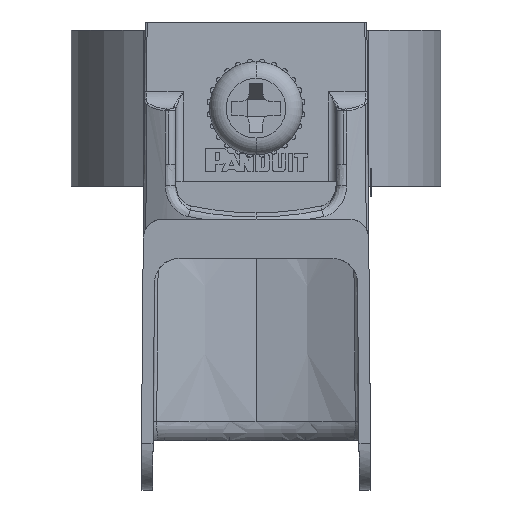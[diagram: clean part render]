
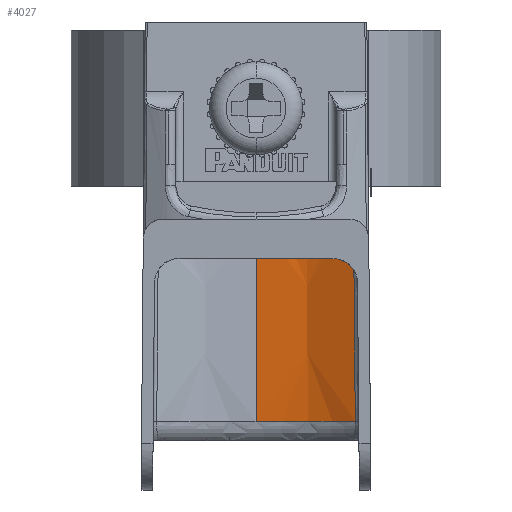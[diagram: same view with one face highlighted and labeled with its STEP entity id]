
A CAD part, left-side view. The second image highlights one B-rep face of the part: STEP entity #4027.
In plain terms, the highlighted conical face has half-angle 0.5 degrees and reference radius 24.003 mm.
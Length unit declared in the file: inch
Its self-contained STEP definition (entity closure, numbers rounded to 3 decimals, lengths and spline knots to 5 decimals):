
#322 = VERTEX_POINT ( 'NONE', #9766 ) ;
#778 = ORIENTED_EDGE ( 'NONE', *, *, #14111, .T. ) ;
#928 = DIRECTION ( 'NONE',  ( 0., 0., 1. ) ) ;
#1201 = B_SPLINE_CURVE_WITH_KNOTS ( 'NONE', 3,
 ( #12817, #6888, #5019, #18718, #6962, #20705 ),
 .UNSPECIFIED., .F., .F.,
 ( 4, 2, 4 ),
 ( 0., 0.00028, 0.00055 ),
 .UNSPECIFIED. ) ;
#1228 = CARTESIAN_POINT ( 'NONE',  ( -0.59251, -0.50131, -0.31207 ) ) ;
#1370 = ORIENTED_EDGE ( 'NONE', *, *, #8076, .T. ) ;
#1472 = DIRECTION ( 'NONE',  ( -1., 0., 0. ) ) ;
#2027 = EDGE_CURVE ( 'NONE', #25137, #11523, #15627, .T. ) ;
#3023 = AXIS2_PLACEMENT_3D ( 'NONE', #24922, #13212, #1472 ) ;
#3081 = ORIENTED_EDGE ( 'NONE', *, *, #13976, .F. ) ;
#3184 = CARTESIAN_POINT ( 'NONE',  ( -0.59385, -0.49878, -0.02842 ) ) ;
#3660 = EDGE_CURVE ( 'NONE', #322, #16256, #9934, .T. ) ;
#3771 = ORIENTED_EDGE ( 'NONE', *, *, #17574, .T. ) ;
#3840 = CARTESIAN_POINT ( 'NONE',  ( -0.53335, -0.37718, 0.3626 ) ) ;
#3856 = CARTESIAN_POINT ( 'NONE',  ( -1.391, 0., -0.58838 ) ) ;
#3978 = LINE ( 'NONE', #4969, #14400 ) ;
#4027 = ADVANCED_FACE ( 'NONE', ( #10403 ), #19607, .F. ) ;
#4272 = DIRECTION ( 'NONE',  ( 1., 0., 0. ) ) ;
#4792 = EDGE_CURVE ( 'NONE', #11523, #6801, #17941, .T. ) ;
#4969 = CARTESIAN_POINT ( 'NONE',  ( -0.446, 0., -0.5625 ) ) ;
#5019 = CARTESIAN_POINT ( 'NONE',  ( -0.59451, -0.4937, 0.3449 ) ) ;
#5040 = CIRCLE ( 'NONE', #16159, 0.94523 ) ;
#5162 = CARTESIAN_POINT ( 'NONE',  ( -0.59558, -0.49552, 0.33794 ) ) ;
#5800 = CARTESIAN_POINT ( 'NONE',  ( -0.53313, -0.37695, 0.35015 ) ) ;
#5816 = DIRECTION ( 'NONE',  ( 1., 0., 0. ) ) ;
#6259 = DIRECTION ( 'NONE',  ( 0., 0., -1. ) ) ;
#6681 = CARTESIAN_POINT ( 'NONE',  ( -0.59132, -0.50354, -0.56326 ) ) ;
#6801 = VERTEX_POINT ( 'NONE', #25149 ) ;
#6888 = CARTESIAN_POINT ( 'NONE',  ( -0.5956, -0.49549, 0.34156 ) ) ;
#6915 = ORIENTED_EDGE ( 'NONE', *, *, #4792, .T. ) ;
#6962 = CARTESIAN_POINT ( 'NONE',  ( -0.5897, -0.48577, 0.35015 ) ) ;
#7755 = CARTESIAN_POINT ( 'NONE',  ( -0.53379, -0.37764, 0.3875 ) ) ;
#8076 = EDGE_CURVE ( 'NONE', #16256, #25137, #1201, .T. ) ;
#8809 = DIRECTION ( 'NONE',  ( 0.009, 0., -1. ) ) ;
#9374 = CARTESIAN_POINT ( 'NONE',  ( -0.53313, -0.37695, 0.35015 ) ) ;
#9412 = VERTEX_POINT ( 'NONE', #23084 ) ;
#9747 = CARTESIAN_POINT ( 'NONE',  ( -0.53438, -0.37826, 0.42083 ) ) ;
#9766 = CARTESIAN_POINT ( 'NONE',  ( -0.5912, -0.50376, -0.58838 ) ) ;
#9934 = B_SPLINE_CURVE_WITH_KNOTS ( 'NONE', 3,
 ( #20430, #6681, #10666, #24671, #12968, #1228, #14921, #3184, #16891, #5162 ),
 .UNSPECIFIED., .F., .F.,
 ( 4, 3, 3, 4 ),
 ( 0., 0.00191, 0.00957, 0.02353 ),
 .UNSPECIFIED. ) ;
#9984 = AXIS2_PLACEMENT_3D ( 'NONE', #12678, #928, #14636 ) ;
#10403 = FACE_OUTER_BOUND ( 'NONE', #14786, .T. ) ;
#10422 = CARTESIAN_POINT ( 'NONE',  ( -0.58785, -0.48269, 0.35015 ) ) ;
#10666 = CARTESIAN_POINT ( 'NONE',  ( -0.59144, -0.50332, -0.53814 ) ) ;
#11523 = VERTEX_POINT ( 'NONE', #9374 ) ;
#11715 = CARTESIAN_POINT ( 'NONE',  ( -0.44577, 0., -0.58838 ) ) ;
#12678 = CARTESIAN_POINT ( 'NONE',  ( -1.391, 0., 0.35015 ) ) ;
#12817 = CARTESIAN_POINT ( 'NONE',  ( -0.59558, -0.49552, 0.33794 ) ) ;
#12968 = CARTESIAN_POINT ( 'NONE',  ( -0.59203, -0.5022, -0.41255 ) ) ;
#13212 = DIRECTION ( 'NONE',  ( 0., 0., -1. ) ) ;
#13303 = ORIENTED_EDGE ( 'NONE', *, *, #3660, .T. ) ;
#13976 = EDGE_CURVE ( 'NONE', #9412, #6801, #22523, .T. ) ;
#14111 = EDGE_CURVE ( 'NONE', #19234, #322, #5040, .T. ) ;
#14400 = VECTOR ( 'NONE', #8809, 39.37008 ) ;
#14636 = DIRECTION ( 'NONE',  ( -1., 0., 0. ) ) ;
#14786 = EDGE_LOOP ( 'NONE', ( #3081, #3771, #778, #13303, #1370, #18148, #6915 ) ) ;
#14921 = CARTESIAN_POINT ( 'NONE',  ( -0.59298, -0.50041, -0.2116 ) ) ;
#15627 = CIRCLE ( 'NONE', #9984, 0.93704 ) ;
#16159 = AXIS2_PLACEMENT_3D ( 'NONE', #3856, #17564, #5816 ) ;
#16256 = VERTEX_POINT ( 'NONE', #19706 ) ;
#16891 = CARTESIAN_POINT ( 'NONE',  ( -0.59471, -0.49715, 0.15476 ) ) ;
#17564 = DIRECTION ( 'NONE',  ( 0., 0., -1. ) ) ;
#17574 = EDGE_CURVE ( 'NONE', #9412, #19234, #3978, .T. ) ;
#17941 = B_SPLINE_CURVE_WITH_KNOTS ( 'NONE', 3,
 ( #5800, #3840, #19534, #7755, #21489, #9747, #23453 ),
 .UNSPECIFIED., .F., .F.,
 ( 4, 3, 4 ),
 ( -0.00095, 0., 0.00127 ),
 .UNSPECIFIED. ) ;
#18148 = ORIENTED_EDGE ( 'NONE', *, *, #2027, .T. ) ;
#18718 = CARTESIAN_POINT ( 'NONE',  ( -0.59155, -0.48881, 0.34911 ) ) ;
#19219 = AXIS2_PLACEMENT_3D ( 'NONE', #23817, #6259, #4272 ) ;
#19234 = VERTEX_POINT ( 'NONE', #11715 ) ;
#19534 = CARTESIAN_POINT ( 'NONE',  ( -0.53357, -0.37741, 0.37505 ) ) ;
#19607 = CONICAL_SURFACE ( 'NONE', #19219, 0.945, 0.009 ) ;
#19706 = CARTESIAN_POINT ( 'NONE',  ( -0.59558, -0.49552, 0.33794 ) ) ;
#20430 = CARTESIAN_POINT ( 'NONE',  ( -0.5912, -0.50376, -0.58838 ) ) ;
#20705 = CARTESIAN_POINT ( 'NONE',  ( -0.58785, -0.48269, 0.35015 ) ) ;
#21489 = CARTESIAN_POINT ( 'NONE',  ( -0.53408, -0.37795, 0.40417 ) ) ;
#22523 = CIRCLE ( 'NONE', #3023, 0.93627 ) ;
#23084 = CARTESIAN_POINT ( 'NONE',  ( -0.45473, 0., 0.4375 ) ) ;
#23453 = CARTESIAN_POINT ( 'NONE',  ( -0.53468, -0.37857, 0.4375 ) ) ;
#23817 = CARTESIAN_POINT ( 'NONE',  ( -1.391, 0., -0.5625 ) ) ;
#24671 = CARTESIAN_POINT ( 'NONE',  ( -0.59156, -0.50309, -0.51302 ) ) ;
#24922 = CARTESIAN_POINT ( 'NONE',  ( -1.391, 0., 0.4375 ) ) ;
#25137 = VERTEX_POINT ( 'NONE', #10422 ) ;
#25149 = CARTESIAN_POINT ( 'NONE',  ( -0.53468, -0.37857, 0.4375 ) ) ;
